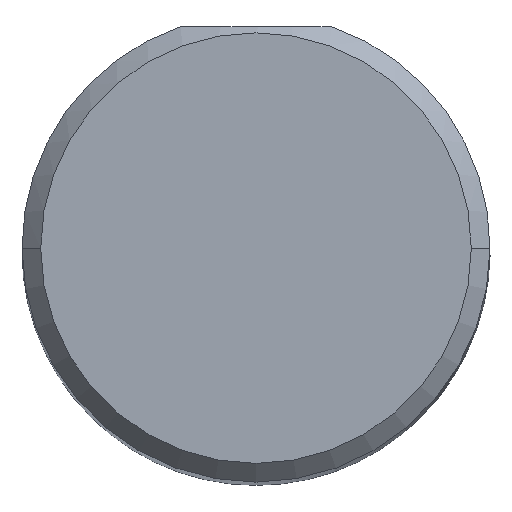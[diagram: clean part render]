
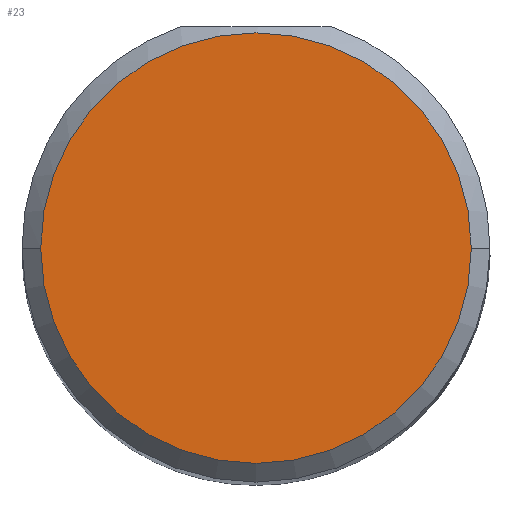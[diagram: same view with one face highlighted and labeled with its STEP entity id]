
A CAD part, top view. The second image highlights one B-rep face of the part: STEP entity #23.
In plain terms, the highlighted planar face has unit normal (0, 0, 1).
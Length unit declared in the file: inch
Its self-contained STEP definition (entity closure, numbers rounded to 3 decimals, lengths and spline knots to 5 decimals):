
#4 = AXIS2_PLACEMENT_3D ( 'NONE', #455, #254, #211 ) ;
#23 = ADVANCED_FACE ( 'NONE', ( #377 ), #291, .T. ) ;
#24 = VERTEX_POINT ( 'NONE', #412 ) ;
#27 = EDGE_CURVE ( 'NONE', #24, #437, #43, .T. ) ;
#43 = CIRCLE ( 'NONE', #487, 0.1725 ) ;
#54 = DIRECTION ( 'NONE',  ( 1., 0., 0. ) ) ;
#65 = EDGE_CURVE ( 'NONE', #437, #24, #127, .T. ) ;
#127 = CIRCLE ( 'NONE', #146, 0.1725 ) ;
#146 = AXIS2_PLACEMENT_3D ( 'NONE', #172, #339, #54 ) ;
#172 = CARTESIAN_POINT ( 'NONE',  ( 0., 0., 4. ) ) ;
#209 = CARTESIAN_POINT ( 'NONE',  ( 0., 0., 4. ) ) ;
#211 = DIRECTION ( 'NONE',  ( 1., 0., 0. ) ) ;
#254 = DIRECTION ( 'NONE',  ( 0., 0., 1. ) ) ;
#288 = DIRECTION ( 'NONE',  ( 0., 0., 1. ) ) ;
#291 = PLANE ( 'NONE',  #4 ) ;
#310 = ORIENTED_EDGE ( 'NONE', *, *, #27, .T. ) ;
#339 = DIRECTION ( 'NONE',  ( 0., 0., 1. ) ) ;
#375 = DIRECTION ( 'NONE',  ( 1., 0., 0. ) ) ;
#377 = FACE_OUTER_BOUND ( 'NONE', #396, .T. ) ;
#396 = EDGE_LOOP ( 'NONE', ( #477, #310 ) ) ;
#412 = CARTESIAN_POINT ( 'NONE',  ( 0.1725, 0., 4. ) ) ;
#437 = VERTEX_POINT ( 'NONE', #492 ) ;
#455 = CARTESIAN_POINT ( 'NONE',  ( 0., 0., 4. ) ) ;
#477 = ORIENTED_EDGE ( 'NONE', *, *, #65, .T. ) ;
#487 = AXIS2_PLACEMENT_3D ( 'NONE', #209, #288, #375 ) ;
#492 = CARTESIAN_POINT ( 'NONE',  ( -0.1725, 0., 4. ) ) ;
